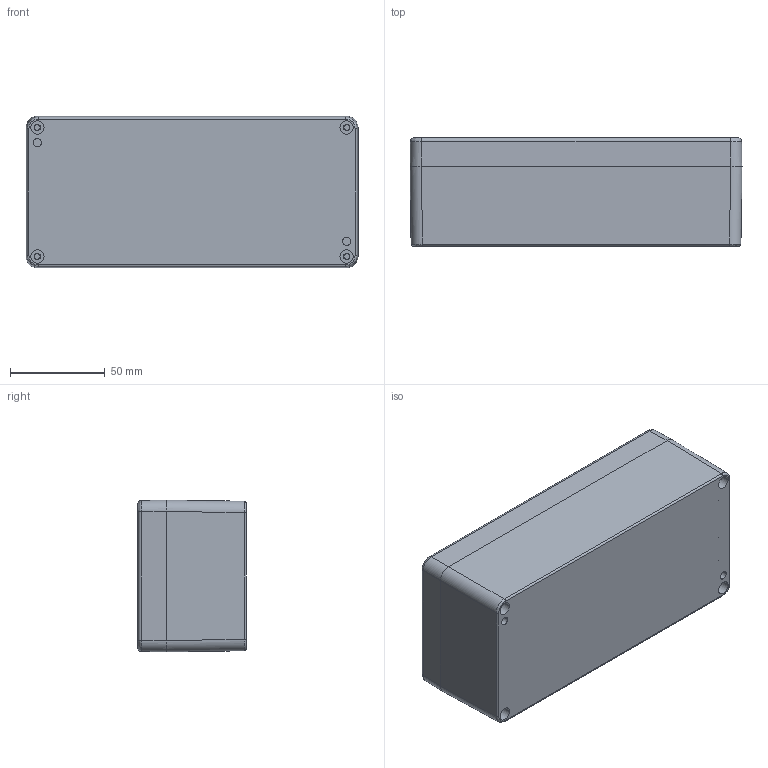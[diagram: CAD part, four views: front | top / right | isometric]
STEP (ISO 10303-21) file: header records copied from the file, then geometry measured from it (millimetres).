
FILE_DESCRIPTION (( 'STEP AP214' ), '1' );
FILE_NAME ('2374-1708-05-50.step', '2023-11-08T10:38:24', ( '' ), ( '' ), 'SwSTEP 2.0', 'SolidWorks 2019', '' );
FILE_SCHEMA (( 'AUTOMOTIVE_DESIGN' ));
Length unit declared in the file: millimetre
Products named in the file (6): SchutzleiteranschlussM4x8; 2374-1708-05-50; DeckelschraubeM4x20; Deckel^2374-1708-05-50; Unterteil^2374-1708-05-50
Assembly tree (10 placements, depth 3):
  2374-1708-05-50
    2374-1708-05-50
      Unterteil^2374-1708-05-50
      SchutzleiteranschlussM4x8  x3
      Deckel^2374-1708-05-50
      DeckelschraubeM4x20  x4
Bounding box: 175 x 57 x 80 mm (x, y, z)
Volume: 196780.4 mm3; surface area: 119907.2 mm2
Topology: 8 solids, 16 shells, 741 faces, 1965 edges, 1243 vertices
Faces by surface type: plane 315, cylinder 237, cone 148, bspline 21, torus 20
Entity records: 14780 total; most frequent: CARTESIAN_POINT 4897, ORIENTED_EDGE 2062, DIRECTION 1952, EDGE_CURVE 1033, AXIS2_PLACEMENT_3D 756, VERTEX_POINT 660, EDGE_LOOP 455, VECTOR 440
